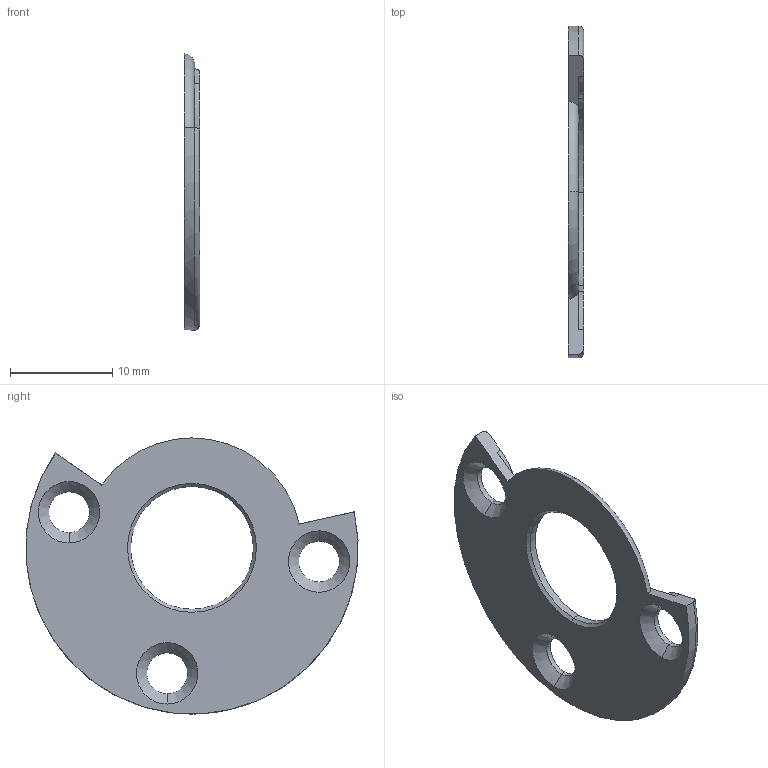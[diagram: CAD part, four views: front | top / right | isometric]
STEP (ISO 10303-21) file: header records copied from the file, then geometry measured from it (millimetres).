
FILE_DESCRIPTION (( 'STEP AP214' ), '1' );
FILE_NAME ('brake plate support revised.STEP', '2019-11-13T11:35:46', ( '' ), ( '' ), 'SwSTEP 2.0', 'SolidWorks 2019', '' );
FILE_SCHEMA (( 'AUTOMOTIVE_DESIGN' ));
Length unit declared in the file: millimetre
Products named in the file (1): brake plate support revised
Bounding box: 1.5 x 32.45 x 27 mm (x, y, z)
Volume: 624.6 mm3; surface area: 1215.6 mm2
Topology: 1 solids, 1 shells, 32 faces, 82 edges, 52 vertices
Faces by surface type: cylinder 13, cone 8, plane 7, torus 4
Entity records: 1039 total; most frequent: DIRECTION 195, CARTESIAN_POINT 167, ORIENTED_EDGE 164, EDGE_CURVE 82, AXIS2_PLACEMENT_3D 80, VERTEX_POINT 52, CIRCLE 47, EDGE_LOOP 40
